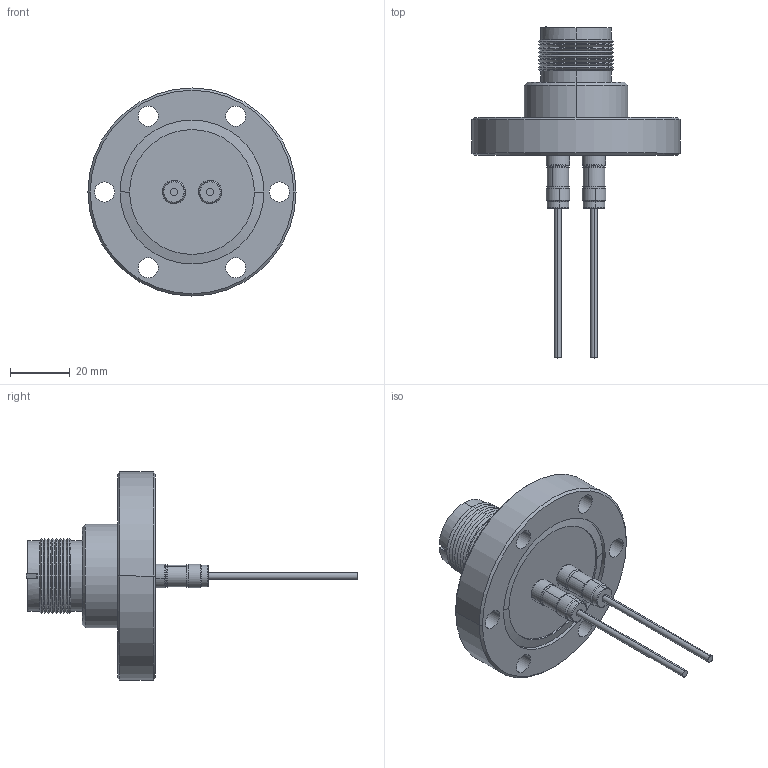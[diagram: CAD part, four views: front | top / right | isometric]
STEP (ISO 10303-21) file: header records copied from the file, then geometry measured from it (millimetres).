
FILE_DESCRIPTION (( 'STEP AP203' ), '1' );
FILE_NAME ('A0754-2-CF.STEP', '2013-03-20T18:07:58', ( '' ), ( '' ), 'SwSTEP 2.0', 'SolidWorks 2012', '' );
FILE_SCHEMA (( 'CONFIG_CONTROL_DESIGN' ));
Length unit declared in the file: inch
Products named in the file (1): A0754-2-CF
Bounding box: 69.85 x 111.46 x 69.85 mm (x, y, z)
Volume: 46689.1 mm3; surface area: 21447.6 mm2
Topology: 1 solids, 1 shells, 206 faces, 446 edges, 264 vertices
Faces by surface type: cylinder 92, cone 64, plane 34, torus 16
Entity records: 5703 total; most frequent: DIRECTION 1092, CARTESIAN_POINT 971, ORIENTED_EDGE 892, AXIS2_PLACEMENT_3D 457, EDGE_CURVE 446, VERTEX_POINT 264, CIRCLE 250, EDGE_LOOP 240
